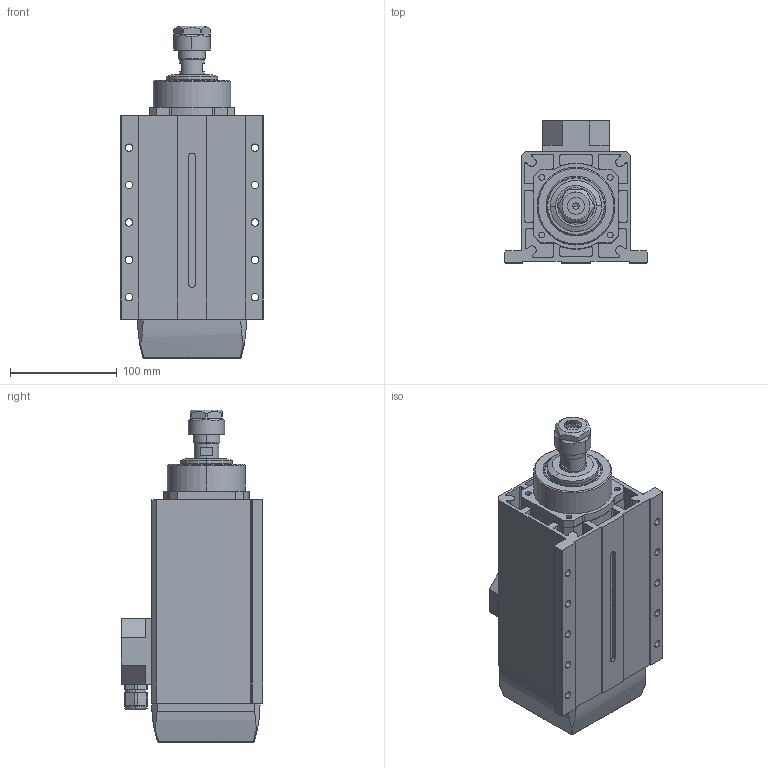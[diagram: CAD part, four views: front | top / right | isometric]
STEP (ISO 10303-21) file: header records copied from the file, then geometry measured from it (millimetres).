
FILE_DESCRIPTION (( 'STEP AP214' ), '1' );
FILE_NAME ('GDF53-18Z-3.5.STEP', '2024-07-18T09:49:43', ( '00' ), ( '' ), 'SwSTEP 2.0', 'SolidWorks 2018', '' );
FILE_SCHEMA (( 'AUTOMOTIVE_DESIGN' ));
Length unit declared in the file: millimetre
Products named in the file (11): GDF53-18Z-3.5; ER20蹟簽; ヶ裔; 粣; 諉盄碟; ER20 粟俶芠標; xiaojiet; 躇猾裔; 珨极傷裔; 儂褲; 瑞欶
Assembly tree (10 placements, depth 2):
  GDF53-18Z-3.5
    儂褲
    珨极傷裔
    ヶ裔
    躇猾裔
    粣
    諉盄碟
    xiaojiet
    瑞欶
    ER20 粟俶芠標
    ER20蹟簽
Bounding box: 134 x 133 x 311 mm (x, y, z)
Volume: 1256429.5 mm3; surface area: 407464.7 mm2
Topology: 10 solids, 10 shells, 541 faces, 1391 edges, 903 vertices
Faces by surface type: cylinder 247, plane 230, cone 50, bspline 14
Entity records: 23588 total; most frequent: CARTESIAN_POINT 3546, DIRECTION 2965, ORIENTED_EDGE 2778, EDGE_CURVE 1389, AXIS2_PLACEMENT_3D 1086, VERTEX_POINT 903, LINE 793, VECTOR 793
